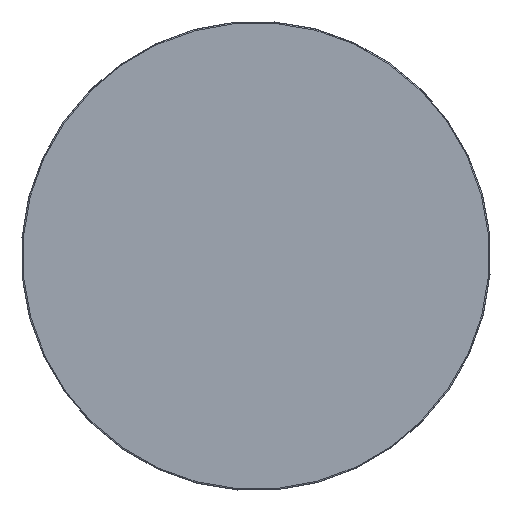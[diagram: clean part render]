
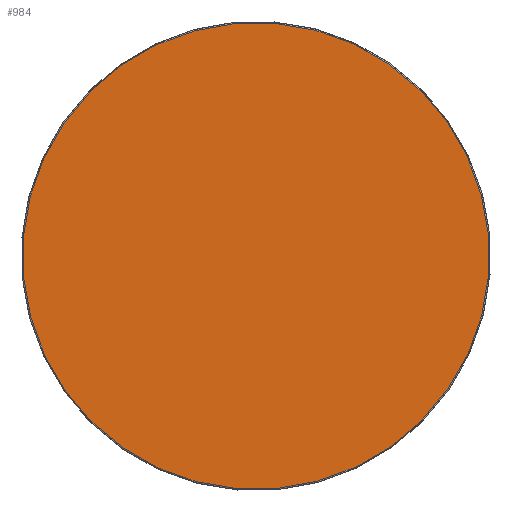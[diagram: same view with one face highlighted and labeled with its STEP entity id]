
A CAD part, front view. The second image highlights one B-rep face of the part: STEP entity #984.
In plain terms, the highlighted planar face has unit normal (0, -1, 0).
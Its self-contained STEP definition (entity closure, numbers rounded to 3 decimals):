
#184=FACE_OUTER_BOUND('',#242,.T.);
#242=EDGE_LOOP('',(#666,#667));
#320=CIRCLE('',#1090,25.856);
#321=CIRCLE('',#1091,25.856);
#392=VERTEX_POINT('',#1562);
#393=VERTEX_POINT('',#1563);
#493=EDGE_CURVE('',#392,#393,#320,.T.);
#494=EDGE_CURVE('',#393,#392,#321,.T.);
#666=ORIENTED_EDGE('',*,*,#493,.T.);
#667=ORIENTED_EDGE('',*,*,#494,.T.);
#903=PLANE('',#1093);
#984=ADVANCED_FACE('',(#184),#903,.T.);
#1090=AXIS2_PLACEMENT_3D('',#1564,#1261,#1262);
#1091=AXIS2_PLACEMENT_3D('',#1565,#1263,#1264);
#1093=AXIS2_PLACEMENT_3D('',#1567,#1267,#1268);
#1261=DIRECTION('center_axis',(0.,-1.,0.));
#1262=DIRECTION('ref_axis',(0.904,0.,0.428));
#1263=DIRECTION('center_axis',(0.,-1.,0.));
#1264=DIRECTION('ref_axis',(0.904,0.,0.428));
#1267=DIRECTION('center_axis',(0.,-1.,0.));
#1268=DIRECTION('ref_axis',(0.428,0.,-0.904));
#1562=CARTESIAN_POINT('',(23.363,0.,11.079));
#1563=CARTESIAN_POINT('',(-11.079,0.,23.363));
#1564=CARTESIAN_POINT('Origin',(0.,0.,0.));
#1565=CARTESIAN_POINT('Origin',(0.,0.,0.));
#1567=CARTESIAN_POINT('Origin',(11.681,0.,5.539));
